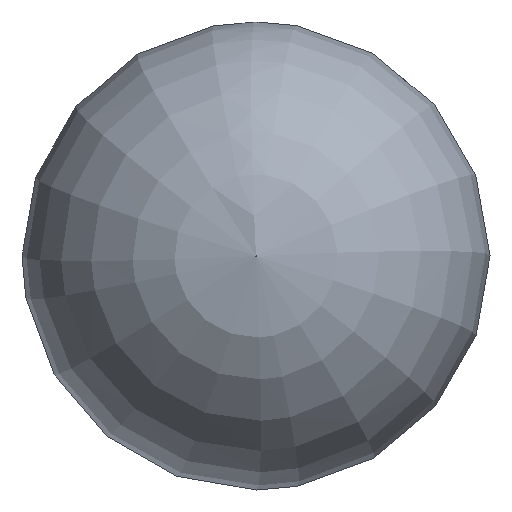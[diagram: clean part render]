
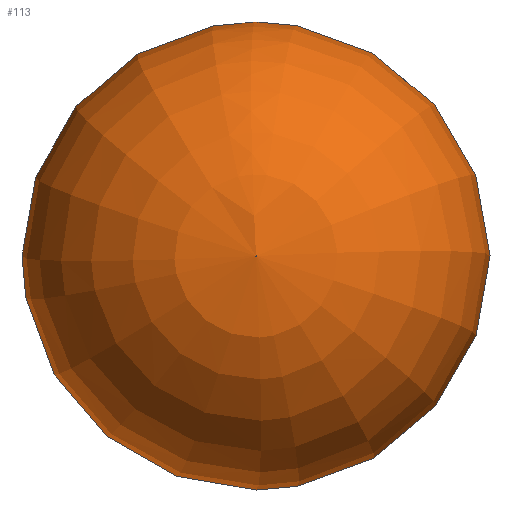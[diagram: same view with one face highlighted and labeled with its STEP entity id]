
A CAD part, left-side view. The second image highlights one B-rep face of the part: STEP entity #113.
In plain terms, the highlighted face is a revolution surface.
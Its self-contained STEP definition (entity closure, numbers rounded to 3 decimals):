
#32=B_SPLINE_CURVE_WITH_KNOTS('',3,(#336,#337,#338,#339,#340,#341,#342,
#343,#344,#345,#346,#347,#348,#349,#350,#351),.UNSPECIFIED.,.F.,.F.,(4,
2,2,2,2,2,2,4),(0.,0.024,0.066,0.151,
0.321,0.491,0.66,1.),.UNSPECIFIED.);
#36=SURFACE_OF_REVOLUTION('',#32,#40);
#40=AXIS1_PLACEMENT('',#352,#291);
#94=FACE_BOUND('',#143,.T.);
#95=FACE_BOUND('',#144,.T.);
#113=ADVANCED_FACE('',(#94,#95),#36,.F.);
#143=EDGE_LOOP('',(#169));
#144=EDGE_LOOP('',(#170));
#169=ORIENTED_EDGE('',*,*,#196,.T.);
#170=ORIENTED_EDGE('',*,*,#192,.F.);
#179=VERTEX_POINT('',#319);
#183=VERTEX_POINT('',#333);
#192=EDGE_CURVE('',#179,#179,#205,.T.);
#196=EDGE_CURVE('',#183,#183,#209,.T.);
#205=CIRCLE('',#228,0.001);
#209=CIRCLE('',#234,10.073);
#228=AXIS2_PLACEMENT_3D('',#318,#271,#272);
#234=AXIS2_PLACEMENT_3D('',#332,#287,#288);
#271=DIRECTION('',(-1.,0.,0.));
#272=DIRECTION('',(0.,0.,1.));
#287=DIRECTION('',(-1.,0.,0.));
#288=DIRECTION('',(0.,0.,1.));
#291=DIRECTION('',(-1.,0.,0.));
#318=CARTESIAN_POINT('',(0.001,0.,0.));
#319=CARTESIAN_POINT('',(0.001,0.,0.001));
#332=CARTESIAN_POINT('',(11.736,0.,0.));
#333=CARTESIAN_POINT('',(11.736,0.,10.073));
#336=CARTESIAN_POINT('',(0.001,-0.001,0.));
#337=CARTESIAN_POINT('',(0.001,-0.12,0.033));
#338=CARTESIAN_POINT('',(0.004,-0.24,0.066));
#339=CARTESIAN_POINT('',(0.018,-0.576,0.157));
#340=CARTESIAN_POINT('',(0.034,-0.795,0.216));
#341=CARTESIAN_POINT('',(0.104,-1.459,0.395));
#342=CARTESIAN_POINT('',(0.181,-1.91,0.515));
#343=CARTESIAN_POINT('',(0.511,-3.272,0.872));
#344=CARTESIAN_POINT('',(0.864,-4.188,1.105));
#345=CARTESIAN_POINT('',(1.883,-5.927,1.531));
#346=CARTESIAN_POINT('',(2.543,-6.744,1.723));
#347=CARTESIAN_POINT('',(4.101,-8.143,2.028));
#348=CARTESIAN_POINT('',(4.999,-8.722,2.143));
#349=CARTESIAN_POINT('',(7.855,-9.987,2.347));
#350=CARTESIAN_POINT('',(9.946,-10.164,2.291));
#351=CARTESIAN_POINT('',(11.736,-9.848,2.116));
#352=CARTESIAN_POINT('',(10.,0.,0.));
